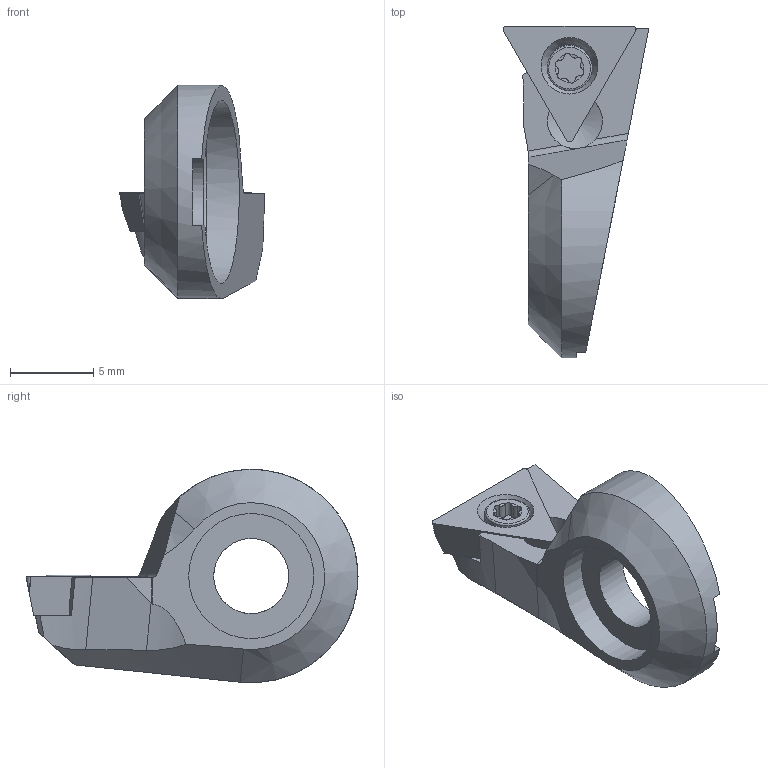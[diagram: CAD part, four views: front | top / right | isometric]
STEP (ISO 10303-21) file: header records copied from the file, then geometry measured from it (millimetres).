
FILE_DESCRIPTION(/* description */ ('STEP AP203'),/* implementation_level */ '2;1');
FILE_NAME(/* name */ 'FBH24-1.stp',/* time_stamp */ '2022-08-05T14:03:50+09:00',/* author */ ('KKK'),/* organization */ (''),/* preprocessor_version */ 'ST-DEVELOPER v18.1',/* originating_system */ 'Autodesk Inventor 2022',/* authorisation */ '');
FILE_SCHEMA (('AUTOMOTIVE_DESIGN { 1 0 10303 214 3 1 1 }'));
Length unit declared in the file: millimetre
Products named in the file (4): F20-WTo.001.005; F20-WTo.001.005_B_fertig; WTJ-ER1.001.004_A; TPGT080202
Assembly tree (3 placements, depth 2):
  F20-WTo.001.005
    F20-WTo.001.005_B_fertig
    WTJ-ER1.001.004_A
    TPGT080202
Bounding box: 8.73 x 19.9 x 12.78 mm (x, y, z)
Volume: 538.4 mm3; surface area: 814.1 mm2
Topology: 3 solids, 3 shells, 74 faces, 200 edges, 128 vertices
Faces by surface type: plane 29, cylinder 25, cone 16, torus 3, bspline 1
Full cylindrical faces by diameter (mm): 1.6 x1, 2 x1, 2.55 x1, 2.7 x1, 3.3 x1, 4.5 x1, 7.5 x1
Entity records: 2620 total; most frequent: CARTESIAN_POINT 624, DIRECTION 402, ORIENTED_EDGE 392, EDGE_CURVE 196, AXIS2_PLACEMENT_3D 157, VERTEX_POINT 128, LINE 88, VECTOR 88
